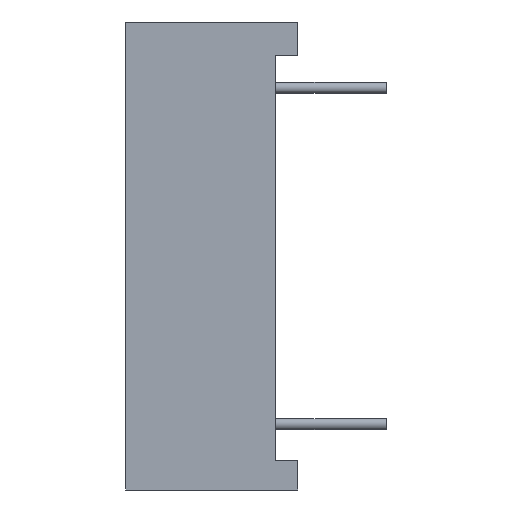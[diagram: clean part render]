
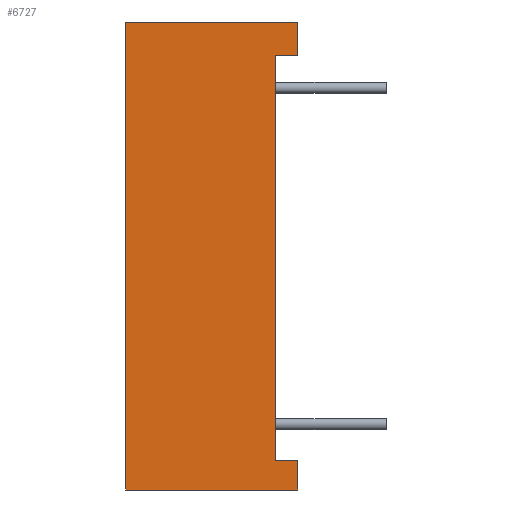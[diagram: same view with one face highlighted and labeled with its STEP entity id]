
A CAD part, left-side view. The second image highlights one B-rep face of the part: STEP entity #6727.
In plain terms, the highlighted planar face has unit normal (-1, 0, 0).
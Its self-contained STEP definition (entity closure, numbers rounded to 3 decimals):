
#5098 = VERTEX_POINT ( 'NONE', #22030 ) ;
#5104 = EDGE_CURVE ( 'NONE', #5166, #5098, #22060, .T. ) ;
#5112 = EDGE_CURVE ( 'NONE', #5128, #5126, #22043, .T. ) ;
#5126 = VERTEX_POINT ( 'NONE', #22084 ) ;
#5128 = VERTEX_POINT ( 'NONE', #22134 ) ;
#5146 = EDGE_CURVE ( 'NONE', #5098, #5411, #22150, .T. ) ;
#5166 = VERTEX_POINT ( 'NONE', #22202 ) ;
#5168 = EDGE_CURVE ( 'NONE', #5450, #5128, #22195, .T. ) ;
#5411 = VERTEX_POINT ( 'NONE', #22963 ) ;
#5450 = VERTEX_POINT ( 'NONE', #23084 ) ;
#5529 = EDGE_CURVE ( 'NONE', #5411, #5450, #23246, .T. ) ;
#5842 = VERTEX_POINT ( 'NONE', #24002 ) ;
#5850 = EDGE_CURVE ( 'NONE', #5126, #5842, #23998, .T. ) ;
#6402 = VERTEX_POINT ( 'NONE', #25161 ) ;
#6463 = EDGE_CURVE ( 'NONE', #6402, #5842, #25252, .T. ) ;
#6649 = ORIENTED_EDGE ( 'NONE', *, *, #6670, .F. ) ;
#6650 = ORIENTED_EDGE ( 'NONE', *, *, #5104, .T. ) ;
#6670 = EDGE_CURVE ( 'NONE', #5166, #6402, #25629, .T. ) ;
#6711 = ORIENTED_EDGE ( 'NONE', *, *, #5146, .T. ) ;
#6712 = ORIENTED_EDGE ( 'NONE', *, *, #5529, .T. ) ;
#6727 = ADVANCED_FACE ( 'NONE', ( #25673 ), #25718, .T. ) ;
#6728 = EDGE_LOOP ( 'NONE', ( #6729, #6730, #6731, #6732, #6649, #6650, #6711, #6712 ) ) ;
#6729 = ORIENTED_EDGE ( 'NONE', *, *, #5168, .T. ) ;
#6730 = ORIENTED_EDGE ( 'NONE', *, *, #5112, .T. ) ;
#6731 = ORIENTED_EDGE ( 'NONE', *, *, #5850, .T. ) ;
#6732 = ORIENTED_EDGE ( 'NONE', *, *, #6463, .F. ) ;
#22030 = CARTESIAN_POINT ( 'NONE',  ( -12.6, -7.8, -9.248 ) ) ;
#22040 = DIRECTION ( 'NONE',  ( 0., 0., 1. ) ) ;
#22041 = VECTOR ( 'NONE', #22040, 1000. ) ;
#22042 = CARTESIAN_POINT ( 'NONE',  ( -12.6, -7.8, 0. ) ) ;
#22043 = LINE ( 'NONE', #22042, #22041 ) ;
#22057 = DIRECTION ( 'NONE',  ( 0., 0., 1. ) ) ;
#22058 = VECTOR ( 'NONE', #22057, 1000. ) ;
#22059 = CARTESIAN_POINT ( 'NONE',  ( -12.6, -7.8, 0. ) ) ;
#22060 = LINE ( 'NONE', #22059, #22058 ) ;
#22084 = CARTESIAN_POINT ( 'NONE',  ( -12.6, -7.8, 10.6 ) ) ;
#22134 = CARTESIAN_POINT ( 'NONE',  ( -12.6, -7.8, 9.1 ) ) ;
#22147 = DIRECTION ( 'NONE',  ( 0., 1., 0. ) ) ;
#22148 = VECTOR ( 'NONE', #22147, 1000. ) ;
#22149 = CARTESIAN_POINT ( 'NONE',  ( -12.6, -6.8, -9.248 ) ) ;
#22150 = LINE ( 'NONE', #22149, #22148 ) ;
#22192 = DIRECTION ( 'NONE',  ( 0., -1., 0. ) ) ;
#22193 = VECTOR ( 'NONE', #22192, 1000. ) ;
#22194 = CARTESIAN_POINT ( 'NONE',  ( -12.6, -6.8, 9.1 ) ) ;
#22195 = LINE ( 'NONE', #22194, #22193 ) ;
#22202 = CARTESIAN_POINT ( 'NONE',  ( -12.6, -7.8, -10.6 ) ) ;
#22963 = CARTESIAN_POINT ( 'NONE',  ( -12.6, -6.8, -9.248 ) ) ;
#23084 = CARTESIAN_POINT ( 'NONE',  ( -12.6, -6.8, 9.1 ) ) ;
#23243 = DIRECTION ( 'NONE',  ( 0., 0., 1. ) ) ;
#23244 = VECTOR ( 'NONE', #23243, 1000. ) ;
#23245 = CARTESIAN_POINT ( 'NONE',  ( -12.6, -6.8, 9.1 ) ) ;
#23246 = LINE ( 'NONE', #23245, #23244 ) ;
#23995 = DIRECTION ( 'NONE',  ( 0., 1., 0. ) ) ;
#23996 = VECTOR ( 'NONE', #23995, 1000. ) ;
#23997 = CARTESIAN_POINT ( 'NONE',  ( -12.6, -7.8, 10.6 ) ) ;
#23998 = LINE ( 'NONE', #23997, #23996 ) ;
#24002 = CARTESIAN_POINT ( 'NONE',  ( -12.6, 0., 10.6 ) ) ;
#25161 = CARTESIAN_POINT ( 'NONE',  ( -12.6, 0., -10.6 ) ) ;
#25249 = DIRECTION ( 'NONE',  ( 0., 0., 1. ) ) ;
#25250 = VECTOR ( 'NONE', #25249, 1000. ) ;
#25251 = CARTESIAN_POINT ( 'NONE',  ( -12.6, 0., 0. ) ) ;
#25252 = LINE ( 'NONE', #25251, #25250 ) ;
#25626 = DIRECTION ( 'NONE',  ( 0., 1., 0. ) ) ;
#25627 = VECTOR ( 'NONE', #25626, 1000. ) ;
#25628 = CARTESIAN_POINT ( 'NONE',  ( -12.6, -7.8, -10.6 ) ) ;
#25629 = LINE ( 'NONE', #25628, #25627 ) ;
#25673 = FACE_OUTER_BOUND ( 'NONE', #6728, .T. ) ;
#25713 = DIRECTION ( 'NONE',  ( 0., 0., 1. ) ) ;
#25714 = DIRECTION ( 'NONE',  ( -1., 0., 0. ) ) ;
#25715 = CARTESIAN_POINT ( 'NONE',  ( -12.6, -7.8, 0. ) ) ;
#25716 = AXIS2_PLACEMENT_3D ( 'NONE', #25715, #25714, #25713 ) ;
#25718 = PLANE ( 'NONE',  #25716 ) ;
